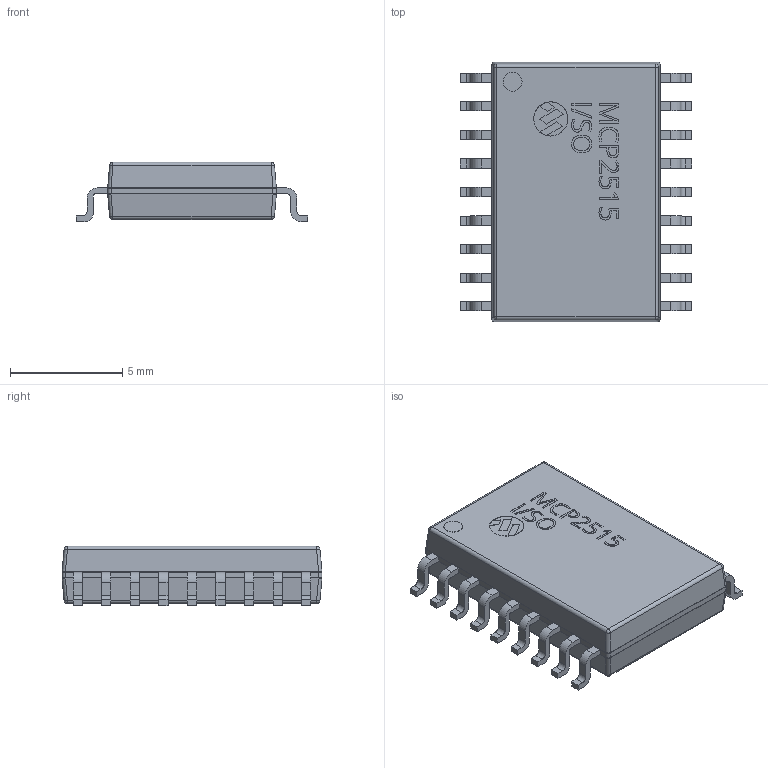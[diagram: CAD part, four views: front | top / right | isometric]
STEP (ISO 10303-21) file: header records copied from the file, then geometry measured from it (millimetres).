
FILE_DESCRIPTION( ( '' ), ' ' );
FILE_NAME( '5c82b18c2e36af147bc627ee.step', '2019-03-08T18:16:46', ( '' ), ( '' ), ' ', ' ', ' ' );
FILE_SCHEMA( ( 'AUTOMOTIVE_DESIGN { 1 0 10303 214 1 1 1 1 }' ) );
Length unit declared in the file: metre
Products named in the file (34): Part 34; Part 26; Part 33; Part 32; Part 31; Part 30; Part 29; Part 28; Part 27; Part 25; Part 24; Part 23; Part 21; Part 22; Part 20; Part 19; Part 18; Part 17; Part 16; Part 15; Part 14; Part 13; Part 12; Part 11; Part 10; Part 9; Part 8; Part 7; Part 6; Part 5; Part 4; Part 3; Part 2; Part 1
Bounding box: 10.3 x 11.55 x 2.65 mm (x, y, z)
Volume: 231.9 mm3; surface area: 464.5 mm2
Topology: 34 solids, 34 shells, 709 faces, 1830 edges, 1196 vertices
Faces by surface type: plane 387, extrusion 200, cylinder 106, sphere 16
Full cylindrical faces by diameter (mm): 0.835 x1, 1.518 x1
Entity records: 27620 total; most frequent: CARTESIAN_POINT 4959, ORIENTED_EDGE 3640, DIRECTION 2918, EDGE_CURVE 1820, VECTOR 1408, LINE 1208, VERTEX_POINT 1196, AXIS2_PLACEMENT_3D 755
